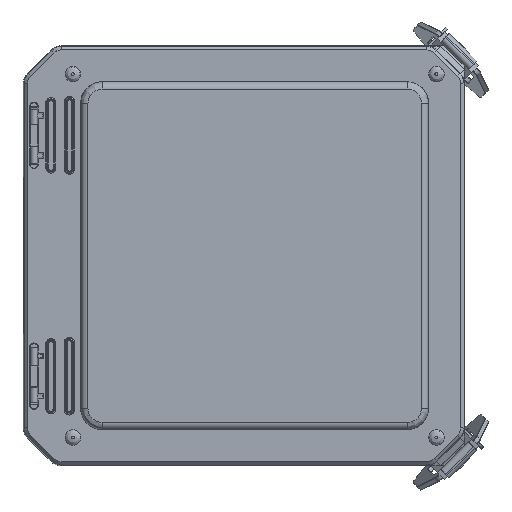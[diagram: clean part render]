
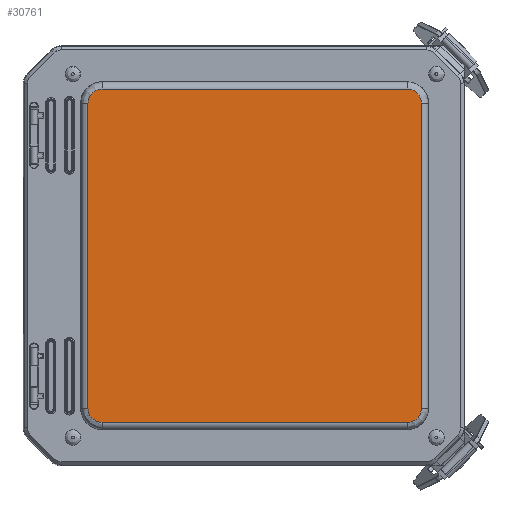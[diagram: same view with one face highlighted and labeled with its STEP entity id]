
A CAD part, top view. The second image highlights one B-rep face of the part: STEP entity #30761.
In plain terms, the highlighted face is planar.
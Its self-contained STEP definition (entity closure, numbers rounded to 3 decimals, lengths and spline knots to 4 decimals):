
#975=ELLIPSE('',#34323,0.2501,0.25);
#978=ELLIPSE('',#34327,0.2501,0.25);
#979=ELLIPSE('',#34333,0.2501,0.25);
#982=ELLIPSE('',#34337,0.2501,0.25);
#4217=LINE('',#72620,#6336);
#4219=LINE('',#72788,#6338);
#4222=LINE('',#72795,#6341);
#4224=LINE('',#72968,#6343);
#6336=VECTOR('',#42818,5.3847);
#6338=VECTOR('',#42838,5.3847);
#6341=VECTOR('',#42845,5.3847);
#6343=VECTOR('',#42861,5.3847);
#7187=PLANE('',#34343);
#9099=FACE_OUTER_BOUND('',#11124,.T.);
#11124=EDGE_LOOP('',(#27680,#27681,#27682,#27683,#27684,#27685,#27686,#27687));
#15035=VERTEX_POINT('',#72617);
#15036=VERTEX_POINT('',#72619);
#15039=VERTEX_POINT('',#72705);
#15040=VERTEX_POINT('',#72779);
#15043=VERTEX_POINT('',#72786);
#15044=VERTEX_POINT('',#72791);
#15047=VERTEX_POINT('',#72877);
#15048=VERTEX_POINT('',#72961);
#19305=EDGE_CURVE('',#15035,#15036,#4217,.T.);
#19309=EDGE_CURVE('',#15039,#15035,#975,.T.);
#19313=EDGE_CURVE('',#15036,#15040,#978,.T.);
#19315=EDGE_CURVE('',#15043,#15039,#4219,.T.);
#19319=EDGE_CURVE('',#15040,#15044,#4222,.T.);
#19321=EDGE_CURVE('',#15047,#15043,#979,.T.);
#19325=EDGE_CURVE('',#15044,#15048,#982,.T.);
#19327=EDGE_CURVE('',#15048,#15047,#4224,.T.);
#27680=ORIENTED_EDGE('',*,*,#19305,.F.);
#27681=ORIENTED_EDGE('',*,*,#19309,.F.);
#27682=ORIENTED_EDGE('',*,*,#19315,.F.);
#27683=ORIENTED_EDGE('',*,*,#19321,.F.);
#27684=ORIENTED_EDGE('',*,*,#19327,.F.);
#27685=ORIENTED_EDGE('',*,*,#19325,.F.);
#27686=ORIENTED_EDGE('',*,*,#19319,.F.);
#27687=ORIENTED_EDGE('',*,*,#19313,.F.);
#30761=ADVANCED_FACE('',(#9099),#7187,.F.);
#34323=AXIS2_PLACEMENT_3D('',#72707,#42824,#42825);
#34327=AXIS2_PLACEMENT_3D('',#72783,#42832,#42833);
#34333=AXIS2_PLACEMENT_3D('',#72879,#42848,#42849);
#34337=AXIS2_PLACEMENT_3D('',#72965,#42856,#42857);
#34343=AXIS2_PLACEMENT_3D('',#72978,#42875,#42876);
#42818=DIRECTION('',(1.,0.,0.));
#42824=DIRECTION('center_axis',(0.,0.,1.));
#42825=DIRECTION('ref_axis',(-0.707,-0.707,0.));
#42832=DIRECTION('center_axis',(0.,0.,1.));
#42833=DIRECTION('ref_axis',(0.707,-0.707,0.));
#42838=DIRECTION('',(0.,-1.,0.));
#42845=DIRECTION('',(0.,1.,0.));
#42848=DIRECTION('center_axis',(0.,0.,1.));
#42849=DIRECTION('ref_axis',(-0.707,0.707,0.));
#42856=DIRECTION('center_axis',(0.,0.,1.));
#42857=DIRECTION('ref_axis',(0.707,0.707,0.));
#42861=DIRECTION('',(-1.,0.,0.));
#42875=DIRECTION('center_axis',(0.,0.,1.));
#42876=DIRECTION('ref_axis',(1.,0.,0.));
#72617=CARTESIAN_POINT('',(-2.5048,-2.9423,0.));
#72619=CARTESIAN_POINT('',(2.8798,-2.9423,0.));
#72620=CARTESIAN_POINT('',(-2.5048,-2.9423,0.));
#72705=CARTESIAN_POINT('',(-2.7548,-2.6923,0.));
#72707=CARTESIAN_POINT('Origin',(-2.5048,-2.6923,0.));
#72779=CARTESIAN_POINT('',(3.1298,-2.6923,0.));
#72783=CARTESIAN_POINT('Origin',(2.8798,-2.6923,0.));
#72786=CARTESIAN_POINT('',(-2.7548,2.6923,0.));
#72788=CARTESIAN_POINT('',(-2.7548,2.6923,0.));
#72791=CARTESIAN_POINT('',(3.1298,2.6923,0.));
#72795=CARTESIAN_POINT('',(3.1298,-2.6923,0.));
#72877=CARTESIAN_POINT('',(-2.5048,2.9423,0.));
#72879=CARTESIAN_POINT('Origin',(-2.5048,2.6923,0.));
#72961=CARTESIAN_POINT('',(2.8798,2.9423,0.));
#72965=CARTESIAN_POINT('Origin',(2.8798,2.6923,0.));
#72968=CARTESIAN_POINT('',(2.8798,2.9423,0.));
#72978=CARTESIAN_POINT('Origin',(0.1875,0.,0.));
